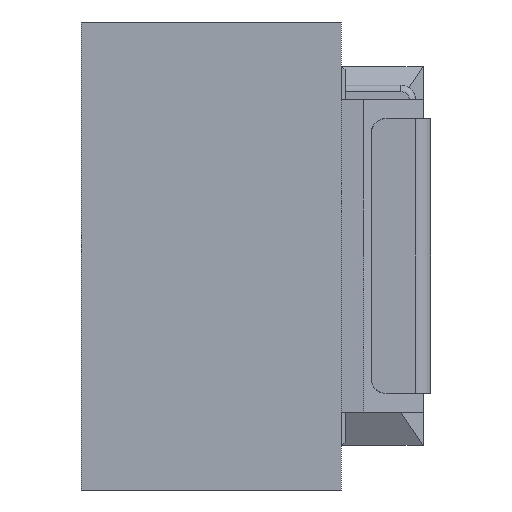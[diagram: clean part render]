
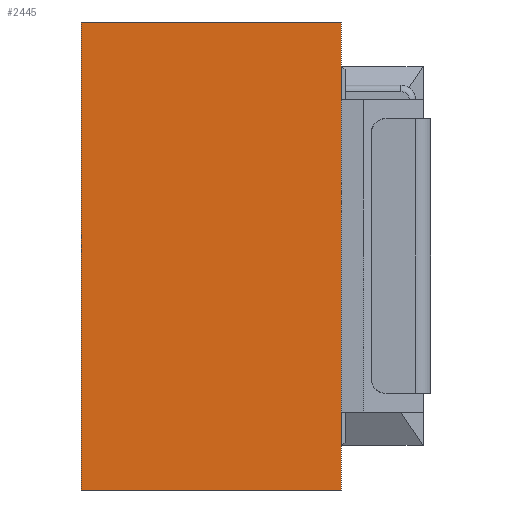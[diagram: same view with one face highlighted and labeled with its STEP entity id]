
A CAD part, left-side view. The second image highlights one B-rep face of the part: STEP entity #2445.
In plain terms, the highlighted planar face has unit normal (-1, 0, 0).
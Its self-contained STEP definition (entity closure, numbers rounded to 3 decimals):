
#81 = VERTEX_POINT ( 'NONE', #167 ) ;
#154 = ORIENTED_EDGE ( 'NONE', *, *, #711, .F. ) ;
#167 = CARTESIAN_POINT ( 'NONE',  ( -3.15, 1.2, 3.15 ) ) ;
#218 = CARTESIAN_POINT ( 'NONE',  ( -3.15, 1.2, -3.15 ) ) ;
#265 = ORIENTED_EDGE ( 'NONE', *, *, #1176, .F. ) ;
#373 = LINE ( 'NONE', #2885, #2412 ) ;
#462 = EDGE_LOOP ( 'NONE', ( #265, #1299, #154, #1346 ) ) ;
#502 = CARTESIAN_POINT ( 'NONE',  ( -3.15, 1.2, 0. ) ) ;
#605 = VERTEX_POINT ( 'NONE', #218 ) ;
#711 = EDGE_CURVE ( 'NONE', #81, #605, #2416, .T. ) ;
#871 = LINE ( 'NONE', #946, #1466 ) ;
#907 = CARTESIAN_POINT ( 'NONE',  ( -3.15, 4.7, -3.15 ) ) ;
#934 = EDGE_CURVE ( 'NONE', #1099, #605, #373, .T. ) ;
#946 = CARTESIAN_POINT ( 'NONE',  ( -3.15, 5., 3.15 ) ) ;
#954 = DIRECTION ( 'NONE',  ( 0., 0., 1. ) ) ;
#1099 = VERTEX_POINT ( 'NONE', #907 ) ;
#1162 = DIRECTION ( 'NONE',  ( 1., 0., 0. ) ) ;
#1164 = EDGE_CURVE ( 'NONE', #2816, #81, #871, .T. ) ;
#1173 = DIRECTION ( 'NONE',  ( 0., -1., 0. ) ) ;
#1176 = EDGE_CURVE ( 'NONE', #1099, #2816, #1404, .T. ) ;
#1248 = VECTOR ( 'NONE', #954, 1000. ) ;
#1299 = ORIENTED_EDGE ( 'NONE', *, *, #934, .T. ) ;
#1346 = ORIENTED_EDGE ( 'NONE', *, *, #1164, .F. ) ;
#1404 = LINE ( 'NONE', #2721, #1248 ) ;
#1466 = VECTOR ( 'NONE', #1173, 1000. ) ;
#1543 = AXIS2_PLACEMENT_3D ( 'NONE', #2479, #1162, #2752 ) ;
#1727 = DIRECTION ( 'NONE',  ( 0., -1., 0. ) ) ;
#1824 = DIRECTION ( 'NONE',  ( 0., 0., -1. ) ) ;
#2288 = PLANE ( 'NONE',  #1543 ) ;
#2412 = VECTOR ( 'NONE', #1727, 1000. ) ;
#2416 = LINE ( 'NONE', #502, #2558 ) ;
#2445 = ADVANCED_FACE ( 'NONE', ( #2478 ), #2288, .F. ) ;
#2478 = FACE_OUTER_BOUND ( 'NONE', #462, .T. ) ;
#2479 = CARTESIAN_POINT ( 'NONE',  ( -3.15, 5., 3.15 ) ) ;
#2558 = VECTOR ( 'NONE', #1824, 1000. ) ;
#2628 = CARTESIAN_POINT ( 'NONE',  ( -3.15, 4.7, 3.15 ) ) ;
#2721 = CARTESIAN_POINT ( 'NONE',  ( -3.15, 4.7, -3.15 ) ) ;
#2752 = DIRECTION ( 'NONE',  ( 0., 1., 0. ) ) ;
#2816 = VERTEX_POINT ( 'NONE', #2628 ) ;
#2885 = CARTESIAN_POINT ( 'NONE',  ( -3.15, 5., -3.15 ) ) ;
